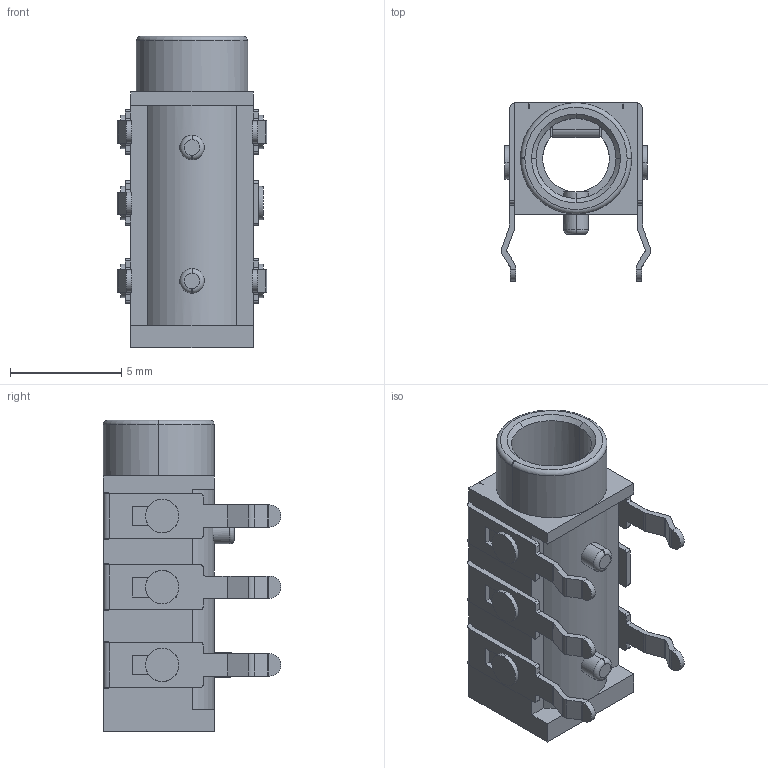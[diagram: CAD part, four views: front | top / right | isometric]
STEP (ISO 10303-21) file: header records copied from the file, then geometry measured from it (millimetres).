
FILE_DESCRIPTION(('STEP AP242'),'1');
FILE_NAME('pj-3135-y.stp','2021-04-16T16:25:43',('TraceParts'),('TraceParts S.A.'),'Spatial InterOp 3D',' ',' ');
FILE_SCHEMA(('AP242_MANAGED_MODEL_BASED_3D_ENGINEERING_MIM_LF {1 0 10303 442 1 1 4}'));
Length unit declared in the file: millimetre
Products named in the file (1): pj-3135-y
Bounding box: 6.73 x 8 x 14 mm (x, y, z)
Volume: 237.8 mm3; surface area: 597.3 mm2
Topology: 1 solids, 1 shells, 827 faces, 2378 edges, 1577 vertices
Faces by surface type: plane 702, cylinder 109, torus 12, cone 4
Entity records: 26887 total; most frequent: CARTESIAN_POINT 4881, ORIENTED_EDGE 4756, DIRECTION 4326, EDGE_CURVE 2378, LINE 2074, VECTOR 2074, VERTEX_POINT 1577, AXIS2_PLACEMENT_3D 1126
